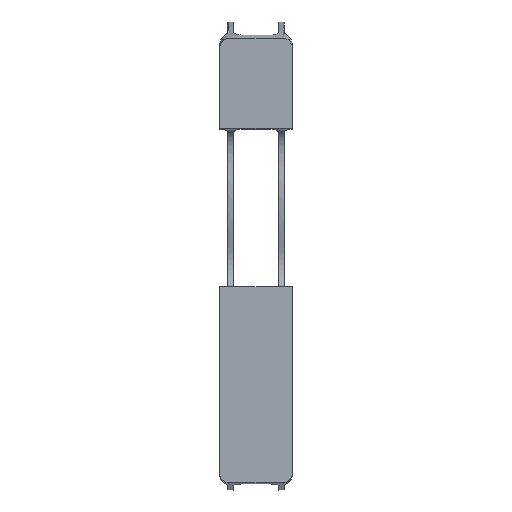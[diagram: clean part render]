
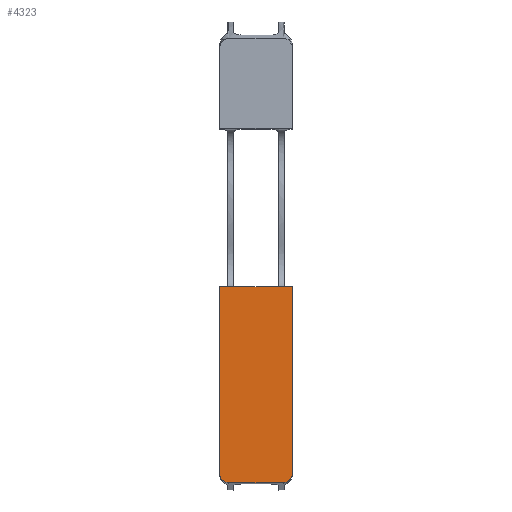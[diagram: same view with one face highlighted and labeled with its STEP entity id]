
A CAD part, front view. The second image highlights one B-rep face of the part: STEP entity #4323.
In plain terms, the highlighted planar face has unit normal (0, -1, 0).
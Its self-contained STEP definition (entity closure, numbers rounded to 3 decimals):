
#60 = VECTOR ( 'NONE', #2718, 1000. ) ;
#283 = ORIENTED_EDGE ( 'NONE', *, *, #5135, .T. ) ;
#374 = DIRECTION ( 'NONE',  ( 0., -1., 0. ) ) ;
#379 = CARTESIAN_POINT ( 'NONE',  ( 8.51, -3.36, 73. ) ) ;
#494 = CARTESIAN_POINT ( 'NONE',  ( -31.49, -3.36, -32.902 ) ) ;
#823 = PLANE ( 'NONE',  #4866 ) ;
#908 = EDGE_LOOP ( 'NONE', ( #2210, #4496, #928, #1494, #1548, #283 ) ) ;
#928 = ORIENTED_EDGE ( 'NONE', *, *, #3033, .T. ) ;
#1002 = CARTESIAN_POINT ( 'NONE',  ( 3.51, -3.36, -35. ) ) ;
#1023 = CARTESIAN_POINT ( 'NONE',  ( 6.439, -3.36, -35. ) ) ;
#1050 = VECTOR ( 'NONE', #5877, 1000. ) ;
#1487 = FACE_OUTER_BOUND ( 'NONE', #908, .T. ) ;
#1494 = ORIENTED_EDGE ( 'NONE', *, *, #3790, .F. ) ;
#1548 = ORIENTED_EDGE ( 'NONE', *, *, #4299, .F. ) ;
#1752 = CARTESIAN_POINT ( 'NONE',  ( -31.49, -3.36, -40. ) ) ;
#1767 = VECTOR ( 'NONE', #5890, 1000. ) ;
#1802 = CARTESIAN_POINT ( 'NONE',  ( -31.49, -3.36, -35. ) ) ;
#1854 = EDGE_CURVE ( 'NONE', #2639, #1949, #3749, .T. ) ;
#1864 =( BOUNDED_CURVE ( )  B_SPLINE_CURVE ( 3, ( #1002, #1023, #5207, #5683 ),
 .UNSPECIFIED., .F., .F. ) 
 B_SPLINE_CURVE_WITH_KNOTS ( ( 4, 4 ),
 ( 0., 1.571 ),
 .UNSPECIFIED. ) 
 CURVE ( )  GEOMETRIC_REPRESENTATION_ITEM ( )  RATIONAL_B_SPLINE_CURVE ( ( 1., 0.805, 0.805, 1. ) ) 
 REPRESENTATION_ITEM ( '' )  );
#1897 = CARTESIAN_POINT ( 'NONE',  ( -26.49, -3.36, -35. ) ) ;
#1949 = VERTEX_POINT ( 'NONE', #3667 ) ;
#2018 = DIRECTION ( 'NONE',  ( 0., 0., 1. ) ) ;
#2047 = EDGE_CURVE ( 'NONE', #1949, #3572, #1864, .T. ) ;
#2210 = ORIENTED_EDGE ( 'NONE', *, *, #1854, .T. ) ;
#2639 = VERTEX_POINT ( 'NONE', #4656 ) ;
#2718 = DIRECTION ( 'NONE',  ( 1., 0., 0. ) ) ;
#3033 = EDGE_CURVE ( 'NONE', #3572, #5479, #3143, .T. ) ;
#3143 = LINE ( 'NONE', #5294, #5485 ) ;
#3515 = LINE ( 'NONE', #4949, #1050 ) ;
#3572 = VERTEX_POINT ( 'NONE', #4536 ) ;
#3613 = DIRECTION ( 'NONE',  ( 0., 0., -1. ) ) ;
#3667 = CARTESIAN_POINT ( 'NONE',  ( 3.51, -3.36, -35. ) ) ;
#3730 = CARTESIAN_POINT ( 'NONE',  ( -31.49, -3.36, -29.936 ) ) ;
#3749 = LINE ( 'NONE', #1802, #60 ) ;
#3790 = EDGE_CURVE ( 'NONE', #3848, #5479, #3515, .T. ) ;
#3848 = VERTEX_POINT ( 'NONE', #5936 ) ;
#3938 = LINE ( 'NONE', #4945, #1767 ) ;
#4299 = EDGE_CURVE ( 'NONE', #4367, #3848, #3938, .T. ) ;
#4323 = ADVANCED_FACE ( 'NONE', ( #1487 ), #823, .T. ) ;
#4367 = VERTEX_POINT ( 'NONE', #5090 ) ;
#4443 =( BOUNDED_CURVE ( )  B_SPLINE_CURVE ( 3, ( #3730, #494, #4672, #1897 ),
 .UNSPECIFIED., .F., .F. ) 
 B_SPLINE_CURVE_WITH_KNOTS ( ( 4, 4 ),
 ( 4.712, 6.283 ),
 .UNSPECIFIED. ) 
 CURVE ( )  GEOMETRIC_REPRESENTATION_ITEM ( )  RATIONAL_B_SPLINE_CURVE ( ( 1., 0.805, 0.805, 1. ) ) 
 REPRESENTATION_ITEM ( '' )  );
#4496 = ORIENTED_EDGE ( 'NONE', *, *, #2047, .T. ) ;
#4536 = CARTESIAN_POINT ( 'NONE',  ( 8.51, -3.36, -29.936 ) ) ;
#4656 = CARTESIAN_POINT ( 'NONE',  ( -26.49, -3.36, -35. ) ) ;
#4672 = CARTESIAN_POINT ( 'NONE',  ( -29.419, -3.36, -35. ) ) ;
#4866 = AXIS2_PLACEMENT_3D ( 'NONE', #1752, #374, #3613 ) ;
#4945 = CARTESIAN_POINT ( 'NONE',  ( -31.49, -3.36, -40. ) ) ;
#4949 = CARTESIAN_POINT ( 'NONE',  ( -31.49, -3.36, 73. ) ) ;
#5090 = CARTESIAN_POINT ( 'NONE',  ( -31.49, -3.36, -29.936 ) ) ;
#5135 = EDGE_CURVE ( 'NONE', #4367, #2639, #4443, .T. ) ;
#5207 = CARTESIAN_POINT ( 'NONE',  ( 8.51, -3.36, -32.902 ) ) ;
#5294 = CARTESIAN_POINT ( 'NONE',  ( 8.51, -3.36, -40. ) ) ;
#5479 = VERTEX_POINT ( 'NONE', #379 ) ;
#5485 = VECTOR ( 'NONE', #2018, 1000. ) ;
#5683 = CARTESIAN_POINT ( 'NONE',  ( 8.51, -3.36, -29.936 ) ) ;
#5877 = DIRECTION ( 'NONE',  ( 1., 0., 0. ) ) ;
#5890 = DIRECTION ( 'NONE',  ( 0., 0., 1. ) ) ;
#5936 = CARTESIAN_POINT ( 'NONE',  ( -31.49, -3.36, 73. ) ) ;
